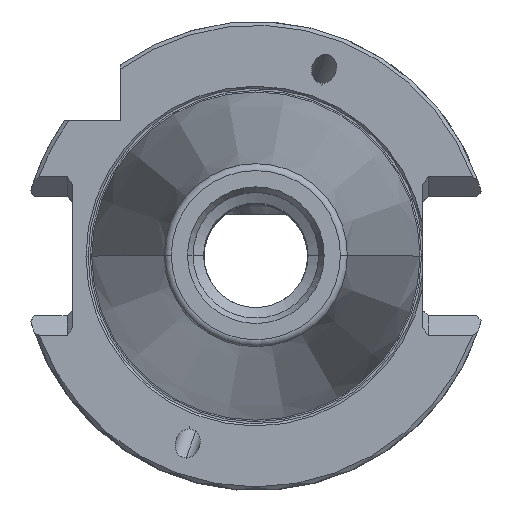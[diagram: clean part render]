
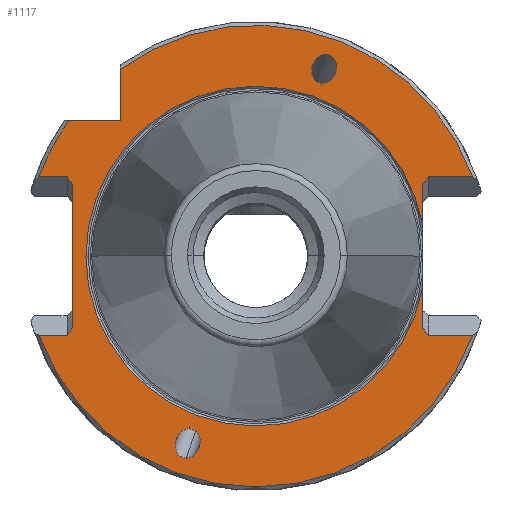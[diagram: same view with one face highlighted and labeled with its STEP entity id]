
A CAD part, top view. The second image highlights one B-rep face of the part: STEP entity #1117.
In plain terms, the highlighted planar face has unit normal (0, 0, 1).
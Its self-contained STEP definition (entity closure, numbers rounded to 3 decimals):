
#981=EDGE_CURVE('NONE',#2475,#1513,#2880,.F.);
#1055=VERTEX_POINT('NONE',#2958);
#1071=VERTEX_POINT('NONE',#2976);
#1077=VERTEX_POINT('NONE',#2982);
#1087=EDGE_CURVE('NONE',#2033,#2233,#2993,.T.);
#1089=EDGE_CURVE('NONE',#1071,#2233,#2995,.F.);
#1117=ADVANCED_FACE('NONE',(#3024,#3025,#3026),#3027,.F.);
#1173=EDGE_CURVE('NONE',#1577,#1249,#3092,.T.);
#1249=VERTEX_POINT('NONE',#3174);
#1253=VERTEX_POINT('NONE',#3179);
#1269=VERTEX_POINT('NONE',#3200);
#1299=EDGE_CURVE('NONE',#1071,#1577,#3232,.T.);
#1343=EDGE_CURVE('NONE',#1253,#2461,#3281,.T.);
#1513=VERTEX_POINT('NONE',#3470);
#1577=VERTEX_POINT('NONE',#3540);
#1601=VERTEX_POINT('NONE',#3568);
#1655=EDGE_CURVE('NONE',#2559,#1777,#3631,.T.);
#1683=EDGE_CURVE('NONE',#1055,#1733,#3664,.T.);
#1733=VERTEX_POINT('NONE',#3718);
#1777=VERTEX_POINT('NONE',#3768);
#1843=EDGE_CURVE('NONE',#2679,#2355,#3839,.F.);
#1863=VERTEX_POINT('NONE',#3860);
#1923=EDGE_CURVE('NONE',#2269,#1777,#3926,.F.);
#1939=EDGE_CURVE('NONE',#2461,#1253,#3943,.F.);
#2033=VERTEX_POINT('NONE',#4047);
#2035=EDGE_CURVE('NONE',#2559,#1269,#4049,.F.);
#2155=EDGE_CURVE('NONE',#2269,#2219,#4185,.F.);
#2189=EDGE_CURVE('NONE',#1601,#2703,#4224,.F.);
#2207=EDGE_CURVE('NONE',#1863,#2475,#4244,.F.);
#2219=VERTEX_POINT('NONE',#4257);
#2233=VERTEX_POINT('NONE',#4271);
#2265=EDGE_CURVE('NONE',#2355,#1055,#4305,.F.);
#2269=VERTEX_POINT('NONE',#4309);
#2341=EDGE_CURVE('NONE',#2703,#1601,#4389,.T.);
#2355=VERTEX_POINT('NONE',#4405);
#2397=EDGE_CURVE('NONE',#1513,#2679,#4453,.T.);
#2461=VERTEX_POINT('NONE',#4523);
#2475=VERTEX_POINT('NONE',#4539);
#2559=VERTEX_POINT('NONE',#4628);
#2611=EDGE_CURVE('NONE',#2033,#2219,#4684,.F.);
#2657=EDGE_CURVE('NONE',#1733,#1249,#4732,.F.);
#2679=VERTEX_POINT('NONE',#4755);
#2703=VERTEX_POINT('NONE',#4780);
#2719=EDGE_CURVE('NONE',#1269,#1077,#4796,.T.);
#2721=EDGE_CURVE('NONE',#1077,#1863,#4798,.F.);
#2880=CIRCLE('',#4978,23.0);
#2958=CARTESIAN_POINT('',(23.35,10.75,-1.));
#2976=CARTESIAN_POINT('',(-25.295,18.35,-1.));
#2982=CARTESIAN_POINT('',(23.35,-10.75,-1.));
#2993=LINE('',#5160,#5161);
#2995=CIRCLE('',#5164,31.25);
#3024=FACE_OUTER_BOUND('',#5230,.T.);
#3025=FACE_BOUND('',#5231,.T.);
#3026=FACE_BOUND('',#5232,.T.);
#3027=PLANE('',#5233);
#3092=LINE('',#5358,#5359);
#3174=CARTESIAN_POINT('',(-18.35,25.295,-1.));
#3179=CARTESIAN_POINT('',(-9.452,-27.347,-1.));
#3200=CARTESIAN_POINT('',(29.343,-10.75,-1.));
#3232=LINE('',#5603,#5604);
#3281=ELLIPSE('',#5688,2.014,1.65);
#3470=CARTESIAN_POINT('',(-23.0,0.,-1.));
#3540=CARTESIAN_POINT('',(-18.35,18.35,-1.));
#3568=CARTESIAN_POINT('',(9.017,23.397,-1.0));
#3631=LINE('',#6335,#6336);
#3664=LINE('',#6377,#6378);
#3718=CARTESIAN_POINT('',(29.343,10.75,-1.));
#3768=CARTESIAN_POINT('',(-25.55,-10.75,-1.));
#3839=LINE('',#6684,#6685);
#3860=CARTESIAN_POINT('',(22.6,-9.689,-1.));
#3926=LINE('',#6868,#6869);
#3943=ELLIPSE('',#6923,2.014,1.65);
#4047=CARTESIAN_POINT('',(-25.55,10.75,-1.));
#4049=CIRCLE('',#7099,31.25);
#4185=LINE('',#7346,#7347);
#4224=ELLIPSE('',#7400,2.014,1.65);
#4244=LINE('',#7425,#7426);
#4257=CARTESIAN_POINT('',(-24.8,9.689,-1.));
#4271=CARTESIAN_POINT('',(-29.343,10.75,-1.));
#4305=LINE('',#7551,#7552);
#4309=CARTESIAN_POINT('',(-24.8,-9.689,-1.));
#4389=ELLIPSE('',#7661,2.014,1.65);
#4405=CARTESIAN_POINT('',(22.6,9.689,-1.));
#4453=CIRCLE('',#7802,23.0);
#4523=CARTESIAN_POINT('',(-9.017,-23.397,-1.));
#4539=CARTESIAN_POINT('',(22.6,-4.271,-1.));
#4628=CARTESIAN_POINT('',(-29.343,-10.75,-1.));
#4684=LINE('',#8181,#8182);
#4732=CIRCLE('',#8266,31.25);
#4755=CARTESIAN_POINT('',(22.6,4.271,-1.));
#4780=CARTESIAN_POINT('',(9.452,27.347,-1.0));
#4796=LINE('',#8374,#8375);
#4798=LINE('',#8378,#8379);
#4978=AXIS2_PLACEMENT_3D('',#8655,#8656,#8657);
#5160=CARTESIAN_POINT('',(-30.6,10.75,-1.));
#5161=VECTOR('',#8755,1.0);
#5164=AXIS2_PLACEMENT_3D('',#8756,#8757,#8758);
#5230=EDGE_LOOP('',(#8778,#8779,#8780,#8781,#8782,#8783,#8784,#8785,#8786,#8787,#8788,#8789,#8790,#8791,#8792,#8793,#8794,#8795));
#5231=EDGE_LOOP('',(#8796,#8797));
#5232=EDGE_LOOP('',(#8798,#8799));
#5233=AXIS2_PLACEMENT_3D('',#8800,#8801,#8802);
#5358=CARTESIAN_POINT('',(-18.35,-2.01,-1.));
#5359=VECTOR('',#8892,1.0);
#5603=CARTESIAN_POINT('',(-19.175,18.35,-1.));
#5604=VECTOR('',#9044,1.0);
#5688=AXIS2_PLACEMENT_3D('',#9092,#9093,#9094);
#6335=CARTESIAN_POINT('',(-30.6,-10.75,-1.));
#6336=VECTOR('',#9517,1.0);
#6377=CARTESIAN_POINT('',(62.4,10.75,-1.));
#6378=VECTOR('',#9574,1.0);
#6684=CARTESIAN_POINT('',(22.6,-11.185,-1.));
#6685=VECTOR('',#9779,1.0);
#6868=CARTESIAN_POINT('',(-20.316,-3.348,-1.));
#6869=VECTOR('',#9866,1.0);
#6923=AXIS2_PLACEMENT_3D('',#9880,#9881,#9882);
#7099=AXIS2_PLACEMENT_3D('',#10004,#10005,#10006);
#7346=CARTESIAN_POINT('',(-24.8,-11.185,-1.));
#7347=VECTOR('',#10198,1.0);
#7400=AXIS2_PLACEMENT_3D('',#10242,#10243,#10244);
#7425=CARTESIAN_POINT('',(22.6,-11.185,-1.));
#7426=VECTOR('',#10275,1.0);
#7551=CARTESIAN_POINT('',(11.015,-6.694,-1.0));
#7552=VECTOR('',#10326,1.0);
#7661=AXIS2_PLACEMENT_3D('',#10431,#10432,#10433);
#7802=AXIS2_PLACEMENT_3D('',#10541,#10542,#10543);
#8181=CARTESIAN_POINT('',(-9.77,-11.566,-1.));
#8182=VECTOR('',#10774,1.0);
#8266=AXIS2_PLACEMENT_3D('',#10813,#10814,#10815);
#8374=CARTESIAN_POINT('',(62.4,-10.75,-1.));
#8375=VECTOR('',#10866,1.0);
#8378=CARTESIAN_POINT('',(21.561,-8.22,-1.));
#8379=VECTOR('',#10867,1.0);
#8655=CARTESIAN_POINT('',(0.,0.,-1.0));
#8656=DIRECTION('',(0.,0.,1.0));
#8657=DIRECTION('',(-1.0,0.,0.));
#8755=DIRECTION('',(-1.0,0.,0.));
#8756=CARTESIAN_POINT('',(0.,0.,-1.0));
#8757=DIRECTION('',(0.,0.,-1.0));
#8758=DIRECTION('',(1.0,0.,0.));
#8778=ORIENTED_EDGE('',*,*,#1683,.T.);
#8779=ORIENTED_EDGE('',*,*,#2657,.T.);
#8780=ORIENTED_EDGE('',*,*,#1173,.F.);
#8781=ORIENTED_EDGE('',*,*,#1299,.F.);
#8782=ORIENTED_EDGE('',*,*,#1089,.T.);
#8783=ORIENTED_EDGE('',*,*,#1087,.F.);
#8784=ORIENTED_EDGE('',*,*,#2611,.T.);
#8785=ORIENTED_EDGE('',*,*,#2155,.F.);
#8786=ORIENTED_EDGE('',*,*,#1923,.T.);
#8787=ORIENTED_EDGE('',*,*,#1655,.F.);
#8788=ORIENTED_EDGE('',*,*,#2035,.T.);
#8789=ORIENTED_EDGE('',*,*,#2719,.T.);
#8790=ORIENTED_EDGE('',*,*,#2721,.T.);
#8791=ORIENTED_EDGE('',*,*,#2207,.T.);
#8792=ORIENTED_EDGE('',*,*,#981,.T.);
#8793=ORIENTED_EDGE('',*,*,#2397,.T.);
#8794=ORIENTED_EDGE('',*,*,#1843,.T.);
#8795=ORIENTED_EDGE('',*,*,#2265,.T.);
#8796=ORIENTED_EDGE('',*,*,#2189,.T.);
#8797=ORIENTED_EDGE('',*,*,#2341,.T.);
#8798=ORIENTED_EDGE('',*,*,#1939,.T.);
#8799=ORIENTED_EDGE('',*,*,#1343,.T.);
#8800=CARTESIAN_POINT('',(0.,-22.371,-1.0));
#8801=DIRECTION('',(0.,0.,-1.0));
#8802=DIRECTION('',(0.,-1.0,0.));
#8892=DIRECTION('',(0.,1.0,0.));
#9044=DIRECTION('',(1.0,0.,0.));
#9092=CARTESIAN_POINT('',(-9.235,-25.372,-1.));
#9093=DIRECTION('',(0.,0.,-1.0));
#9094=DIRECTION('',(0.342,0.94,0.));
#9517=DIRECTION('',(1.0,0.,0.));
#9574=DIRECTION('',(1.0,0.,0.));
#9779=DIRECTION('',(0.,-1.0,0.));
#9866=DIRECTION('',(0.577,0.816,0.));
#9880=CARTESIAN_POINT('',(-9.235,-25.372,-1.));
#9881=DIRECTION('',(0.,0.,1.0));
#9882=DIRECTION('',(0.342,0.94,0.));
#10004=CARTESIAN_POINT('',(0.,0.,-1.0));
#10005=DIRECTION('',(0.,0.,-1.0));
#10006=DIRECTION('',(1.0,0.,0.));
#10198=DIRECTION('',(0.,-1.0,0.));
#10242=CARTESIAN_POINT('',(9.235,25.372,-1.0));
#10243=DIRECTION('',(0.,0.,1.0));
#10244=DIRECTION('',(-0.342,-0.94,0.));
#10275=DIRECTION('',(0.,-1.0,0.));
#10326=DIRECTION('',(-0.577,-0.816,0.));
#10431=CARTESIAN_POINT('',(9.235,25.372,-1.0));
#10432=DIRECTION('',(0.,0.,-1.0));
#10433=DIRECTION('',(-0.342,-0.94,0.));
#10541=CARTESIAN_POINT('',(0.,0.,-1.0));
#10542=DIRECTION('',(0.,0.,-1.0));
#10543=DIRECTION('',(-1.0,0.,0.));
#10774=DIRECTION('',(-0.577,0.816,0.));
#10813=CARTESIAN_POINT('',(0.,0.,-1.0));
#10814=DIRECTION('',(0.,0.,-1.0));
#10815=DIRECTION('',(1.0,0.,0.));
#10866=DIRECTION('',(-1.0,0.,0.));
#10867=DIRECTION('',(0.577,-0.816,0.));
